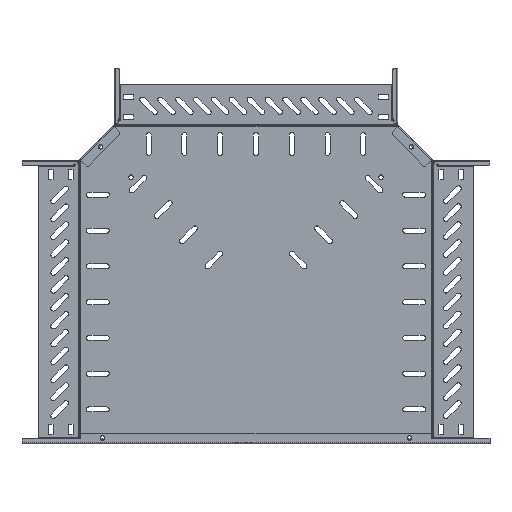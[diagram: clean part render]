
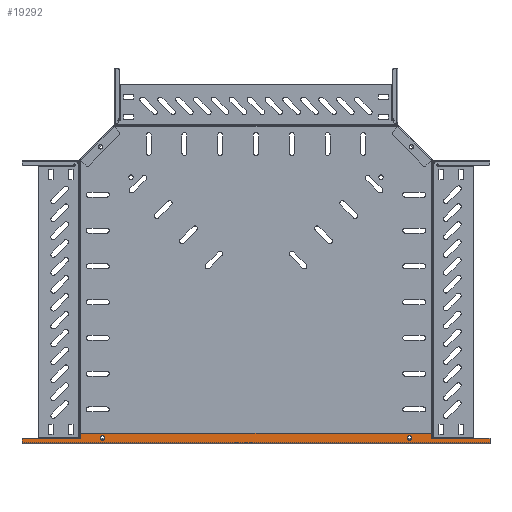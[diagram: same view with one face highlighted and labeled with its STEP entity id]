
A CAD part, front view. The second image highlights one B-rep face of the part: STEP entity #19292.
In plain terms, the highlighted planar face has unit normal (0, -1, 0).
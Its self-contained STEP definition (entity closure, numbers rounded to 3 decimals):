
#41 = ORIENTED_EDGE ( 'NONE', *, *, #20770, .T. ) ;
#117 = CIRCLE ( 'NONE', #3094, 3.1 ) ;
#198 = CARTESIAN_POINT ( 'NONE',  ( 7.25, 0., 0. ) ) ;
#321 = DIRECTION ( 'NONE',  ( -1., 0., 0. ) ) ;
#768 = CARTESIAN_POINT ( 'NONE',  ( 7.25, 0., -82. ) ) ;
#825 = DIRECTION ( 'NONE',  ( -1., 0., 0. ) ) ;
#1192 = CARTESIAN_POINT ( 'NONE',  ( 1.75, 0., -654. ) ) ;
#1520 = EDGE_LOOP ( 'NONE', ( #7367, #22358 ) ) ;
#1598 = LINE ( 'NONE', #4040, #27736 ) ;
#1714 = CARTESIAN_POINT ( 'NONE',  ( 15., 0., -327. ) ) ;
#2002 = VERTEX_POINT ( 'NONE', #2598 ) ;
#2143 = VERTEX_POINT ( 'NONE', #17363 ) ;
#2184 = LINE ( 'NONE', #1714, #19069 ) ;
#2229 = DIRECTION ( 'NONE',  ( 0., -1., 0. ) ) ;
#2598 = CARTESIAN_POINT ( 'NONE',  ( 7.25, 0., -654. ) ) ;
#2822 = VERTEX_POINT ( 'NONE', #23085 ) ;
#3094 = AXIS2_PLACEMENT_3D ( 'NONE', #14582, #2229, #5285 ) ;
#3601 = VECTOR ( 'NONE', #24481, 1000. ) ;
#3995 = EDGE_CURVE ( 'NONE', #10875, #23192, #12465, .T. ) ;
#4040 = CARTESIAN_POINT ( 'NONE',  ( 15., 0., -654. ) ) ;
#4056 = VECTOR ( 'NONE', #15383, 1000. ) ;
#4280 = EDGE_CURVE ( 'NONE', #8720, #2822, #11473, .T. ) ;
#4746 = EDGE_CURVE ( 'NONE', #2822, #11390, #12055, .T. ) ;
#5115 = ORIENTED_EDGE ( 'NONE', *, *, #4746, .T. ) ;
#5273 = FACE_BOUND ( 'NONE', #23184, .T. ) ;
#5285 = DIRECTION ( 'NONE',  ( -1., 0., 0. ) ) ;
#5390 = CARTESIAN_POINT ( 'NONE',  ( 5.15, 0., -541.75 ) ) ;
#5563 = CARTESIAN_POINT ( 'NONE',  ( 8.25, 0., -112.25 ) ) ;
#5733 = AXIS2_PLACEMENT_3D ( 'NONE', #5563, #21741, #825 ) ;
#5758 = DIRECTION ( 'NONE',  ( 0., 1., 0. ) ) ;
#6032 = VERTEX_POINT ( 'NONE', #1192 ) ;
#6387 = AXIS2_PLACEMENT_3D ( 'NONE', #10314, #5758, #15942 ) ;
#6634 = VECTOR ( 'NONE', #14385, 1000. ) ;
#6954 = DIRECTION ( 'NONE',  ( 0., 1., 0. ) ) ;
#7083 = EDGE_LOOP ( 'NONE', ( #22016, #19897, #5115, #25459, #12878, #17955, #20835, #41 ) ) ;
#7367 = ORIENTED_EDGE ( 'NONE', *, *, #20265, .T. ) ;
#7654 = CARTESIAN_POINT ( 'NONE',  ( 11.35, 0., -541.75 ) ) ;
#7885 = EDGE_CURVE ( 'NONE', #6032, #11390, #23138, .T. ) ;
#8720 = VERTEX_POINT ( 'NONE', #768 ) ;
#9059 = ORIENTED_EDGE ( 'NONE', *, *, #23863, .F. ) ;
#9403 = AXIS2_PLACEMENT_3D ( 'NONE', #13590, #23215, #321 ) ;
#10314 = CARTESIAN_POINT ( 'NONE',  ( 8.25, 0., -112.25 ) ) ;
#10875 = VERTEX_POINT ( 'NONE', #14089 ) ;
#10886 = DIRECTION ( 'NONE',  ( -1., 0., 0. ) ) ;
#11129 = VERTEX_POINT ( 'NONE', #5390 ) ;
#11214 = CIRCLE ( 'NONE', #6387, 3.1 ) ;
#11390 = VERTEX_POINT ( 'NONE', #23506 ) ;
#11473 = LINE ( 'NONE', #198, #6634 ) ;
#12055 = LINE ( 'NONE', #21822, #25691 ) ;
#12465 = CIRCLE ( 'NONE', #5733, 3.1 ) ;
#12588 = VECTOR ( 'NONE', #20931, 1000. ) ;
#12878 = ORIENTED_EDGE ( 'NONE', *, *, #30087, .F. ) ;
#13018 = EDGE_CURVE ( 'NONE', #28122, #2143, #22086, .T. ) ;
#13397 = CARTESIAN_POINT ( 'NONE',  ( 15., 0., -82. ) ) ;
#13590 = CARTESIAN_POINT ( 'NONE',  ( 8.25, 0., -541.75 ) ) ;
#13899 = LINE ( 'NONE', #23059, #12588 ) ;
#13965 = DIRECTION ( 'NONE',  ( -1., 0., 0. ) ) ;
#14089 = CARTESIAN_POINT ( 'NONE',  ( 11.35, 0., -112.25 ) ) ;
#14385 = DIRECTION ( 'NONE',  ( 0., 0., 1. ) ) ;
#14582 = CARTESIAN_POINT ( 'NONE',  ( 8.25, 0., -541.75 ) ) ;
#14779 = VERTEX_POINT ( 'NONE', #7654 ) ;
#15383 = DIRECTION ( 'NONE',  ( -1., 0., 0. ) ) ;
#15942 = DIRECTION ( 'NONE',  ( -1., 0., 0. ) ) ;
#16554 = FACE_BOUND ( 'NONE', #1520, .T. ) ;
#17007 = ORIENTED_EDGE ( 'NONE', *, *, #23090, .F. ) ;
#17219 = DIRECTION ( 'NONE',  ( -1., 0., 0. ) ) ;
#17363 = CARTESIAN_POINT ( 'NONE',  ( 7.25, 0., -572. ) ) ;
#17955 = ORIENTED_EDGE ( 'NONE', *, *, #29341, .F. ) ;
#18128 = LINE ( 'NONE', #13397, #4056 ) ;
#18409 = VECTOR ( 'NONE', #29091, 1000. ) ;
#19069 = VECTOR ( 'NONE', #29957, 1000. ) ;
#19292 = ADVANCED_FACE ( 'NONE', ( #16554, #21446, #5273 ), #23877, .F. ) ;
#19445 = CARTESIAN_POINT ( 'NONE',  ( 15., 0., -82. ) ) ;
#19897 = ORIENTED_EDGE ( 'NONE', *, *, #4280, .T. ) ;
#20095 = CIRCLE ( 'NONE', #9403, 3.1 ) ;
#20265 = EDGE_CURVE ( 'NONE', #23192, #10875, #11214, .T. ) ;
#20770 = EDGE_CURVE ( 'NONE', #28122, #22002, #2184, .T. ) ;
#20835 = ORIENTED_EDGE ( 'NONE', *, *, #13018, .F. ) ;
#20931 = DIRECTION ( 'NONE',  ( 0., 0., -1. ) ) ;
#21446 = FACE_OUTER_BOUND ( 'NONE', #7083, .T. ) ;
#21610 = CARTESIAN_POINT ( 'NONE',  ( 1.75, 0., -327. ) ) ;
#21741 = DIRECTION ( 'NONE',  ( 0., 1., 0. ) ) ;
#21822 = CARTESIAN_POINT ( 'NONE',  ( 15., 0., 0. ) ) ;
#22002 = VERTEX_POINT ( 'NONE', #19445 ) ;
#22016 = ORIENTED_EDGE ( 'NONE', *, *, #24258, .T. ) ;
#22086 = LINE ( 'NONE', #24215, #18409 ) ;
#22358 = ORIENTED_EDGE ( 'NONE', *, *, #3995, .T. ) ;
#22391 = AXIS2_PLACEMENT_3D ( 'NONE', #27857, #6954, #13965 ) ;
#23059 = CARTESIAN_POINT ( 'NONE',  ( 7.25, 0., -654. ) ) ;
#23085 = CARTESIAN_POINT ( 'NONE',  ( 7.25, 0., 0. ) ) ;
#23090 = EDGE_CURVE ( 'NONE', #14779, #11129, #117, .T. ) ;
#23138 = LINE ( 'NONE', #21610, #3601 ) ;
#23184 = EDGE_LOOP ( 'NONE', ( #9059, #17007 ) ) ;
#23192 = VERTEX_POINT ( 'NONE', #28014 ) ;
#23215 = DIRECTION ( 'NONE',  ( 0., -1., 0. ) ) ;
#23506 = CARTESIAN_POINT ( 'NONE',  ( 1.75, 0., 0. ) ) ;
#23863 = EDGE_CURVE ( 'NONE', #11129, #14779, #20095, .T. ) ;
#23877 = PLANE ( 'NONE',  #22391 ) ;
#24215 = CARTESIAN_POINT ( 'NONE',  ( 15., 0., -572. ) ) ;
#24258 = EDGE_CURVE ( 'NONE', #22002, #8720, #18128, .T. ) ;
#24481 = DIRECTION ( 'NONE',  ( 0., 0., 1. ) ) ;
#25459 = ORIENTED_EDGE ( 'NONE', *, *, #7885, .F. ) ;
#25691 = VECTOR ( 'NONE', #17219, 1000. ) ;
#27736 = VECTOR ( 'NONE', #10886, 1000. ) ;
#27857 = CARTESIAN_POINT ( 'NONE',  ( 15., 0., -327. ) ) ;
#28014 = CARTESIAN_POINT ( 'NONE',  ( 5.15, 0., -112.25 ) ) ;
#28122 = VERTEX_POINT ( 'NONE', #28995 ) ;
#28995 = CARTESIAN_POINT ( 'NONE',  ( 15., 0., -572. ) ) ;
#29091 = DIRECTION ( 'NONE',  ( -1., 0., 0. ) ) ;
#29341 = EDGE_CURVE ( 'NONE', #2143, #2002, #13899, .T. ) ;
#29957 = DIRECTION ( 'NONE',  ( 0., 0., 1. ) ) ;
#30087 = EDGE_CURVE ( 'NONE', #2002, #6032, #1598, .T. ) ;
